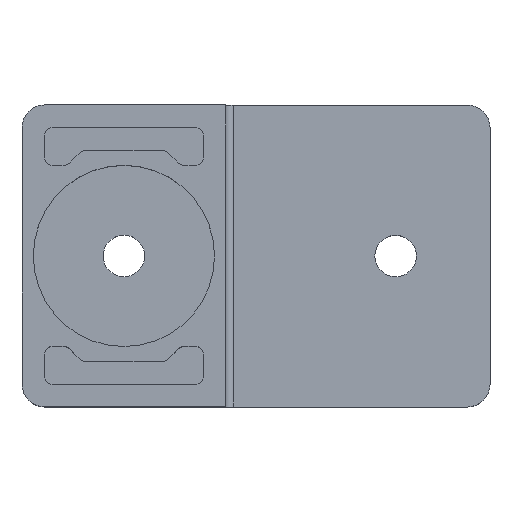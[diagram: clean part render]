
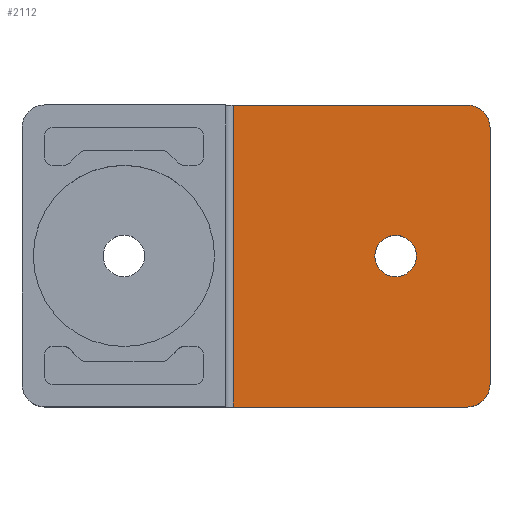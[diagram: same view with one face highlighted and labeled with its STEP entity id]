
A CAD part, top view. The second image highlights one B-rep face of the part: STEP entity #2112.
In plain terms, the highlighted planar face has unit normal (0, 0, 1).
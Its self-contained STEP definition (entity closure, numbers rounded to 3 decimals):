
#336=DIRECTION('',(1.,0.,0.));
#337=VECTOR('',#336,31.);
#338=CARTESIAN_POINT('',(14.5,-20.,-10.5));
#339=LINE('',#338,#337);
#401=CARTESIAN_POINT('',(36.,0.,-10.5));
#402=DIRECTION('',(0.,0.,-1.));
#403=DIRECTION('',(1.,0.,0.));
#404=AXIS2_PLACEMENT_3D('',#401,#402,#403);
#409=CARTESIAN_POINT('',(36.,0.,-10.5));
#410=DIRECTION('',(0.,0.,-1.));
#411=DIRECTION('',(-1.,0.,0.));
#412=AXIS2_PLACEMENT_3D('',#409,#410,#411);
#417=DIRECTION('',(0.,1.,0.));
#418=VECTOR('',#417,40.);
#419=CARTESIAN_POINT('',(14.5,-20.,-10.5));
#420=LINE('',#419,#418);
#424=CARTESIAN_POINT('',(45.5,17.,-10.5));
#425=DIRECTION('',(0.,0.,1.));
#426=DIRECTION('',(1.,0.,0.));
#427=AXIS2_PLACEMENT_3D('',#424,#425,#426);
#432=CARTESIAN_POINT('',(45.5,-17.,-10.5));
#433=DIRECTION('',(0.,0.,1.));
#434=DIRECTION('',(0.,-1.,0.));
#435=AXIS2_PLACEMENT_3D('',#432,#433,#434);
#592=DIRECTION('',(1.,0.,0.));
#593=VECTOR('',#592,31.);
#594=CARTESIAN_POINT('',(14.5,20.,-10.5));
#595=LINE('',#594,#593);
#1619=DIRECTION('',(0.,1.,0.));
#1620=VECTOR('',#1619,34.);
#1621=CARTESIAN_POINT('',(48.5,-17.,-10.5));
#1622=LINE('',#1621,#1620);
#1888=CARTESIAN_POINT('',(48.5,17.,-10.5));
#1889=CARTESIAN_POINT('',(45.5,20.,-10.5));
#1890=VERTEX_POINT('',#1888);
#1891=VERTEX_POINT('',#1889);
#1892=CARTESIAN_POINT('',(45.5,-20.,-10.5));
#1893=CARTESIAN_POINT('',(48.5,-17.,-10.5));
#1894=VERTEX_POINT('',#1892);
#1895=VERTEX_POINT('',#1893);
#2022=CARTESIAN_POINT('',(38.75,0.,-10.5));
#2023=CARTESIAN_POINT('',(33.25,0.,-10.5));
#2024=VERTEX_POINT('',#2022);
#2025=VERTEX_POINT('',#2023);
#2030=CARTESIAN_POINT('',(14.5,-20.,-10.5));
#2031=CARTESIAN_POINT('',(14.5,20.,-10.5));
#2032=VERTEX_POINT('',#2030);
#2033=VERTEX_POINT('',#2031);
#2089=CARTESIAN_POINT('',(13.5,-20.,-10.5));
#2090=DIRECTION('',(0.,0.,1.));
#2091=DIRECTION('',(1.,0.,0.));
#2092=AXIS2_PLACEMENT_3D('',#2089,#2090,#2091);
#2093=PLANE('',#2092);
#2094=ORIENTED_EDGE('',*,*,#2080,.T.);
#2096=ORIENTED_EDGE('',*,*,#2095,.T.);
#2098=ORIENTED_EDGE('',*,*,#2097,.F.);
#2100=ORIENTED_EDGE('',*,*,#2099,.F.);
#2102=ORIENTED_EDGE('',*,*,#2101,.F.);
#2103=ORIENTED_EDGE('',*,*,#2047,.F.);
#2104=EDGE_LOOP('',(#2094,#2096,#2098,#2100,#2102,#2103));
#2105=FACE_OUTER_BOUND('',#2104,.F.);
#2107=ORIENTED_EDGE('',*,*,#2106,.F.);
#2109=ORIENTED_EDGE('',*,*,#2108,.F.);
#2110=EDGE_LOOP('',(#2107,#2109));
#2111=FACE_BOUND('',#2110,.F.);
#405=CIRCLE('',#404,2.75);
#413=CIRCLE('',#412,2.75);
#428=CIRCLE('',#427,3.);
#436=CIRCLE('',#435,3.);
#2047=EDGE_CURVE('',#2032,#1894,#339,.T.);
#2080=EDGE_CURVE('',#2032,#2033,#420,.T.);
#2095=EDGE_CURVE('',#2033,#1891,#595,.T.);
#2097=EDGE_CURVE('',#1890,#1891,#428,.T.);
#2099=EDGE_CURVE('',#1895,#1890,#1622,.T.);
#2101=EDGE_CURVE('',#1894,#1895,#436,.T.);
#2106=EDGE_CURVE('',#2024,#2025,#405,.T.);
#2108=EDGE_CURVE('',#2025,#2024,#413,.T.);
#2112=ADVANCED_FACE('',(#2105,#2111),#2093,.T.);
